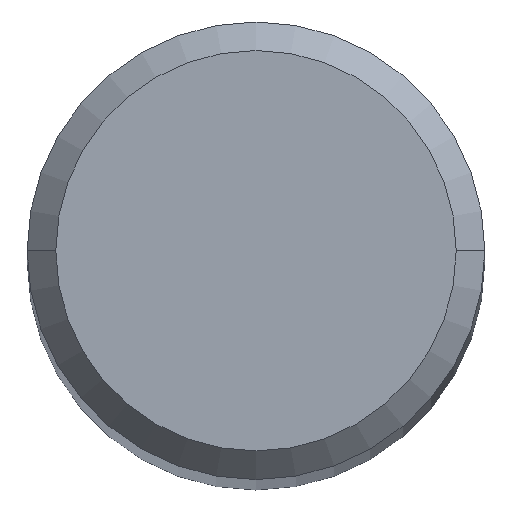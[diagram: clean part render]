
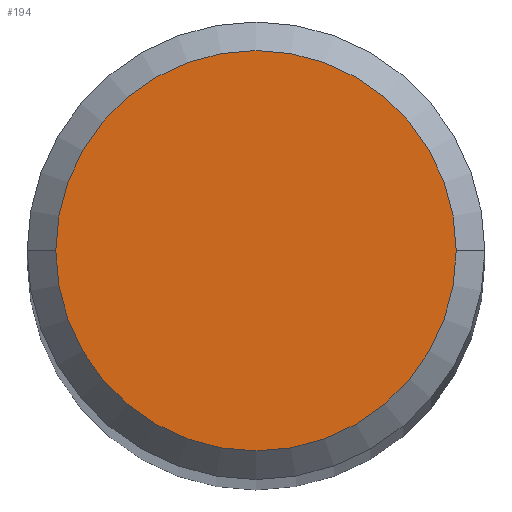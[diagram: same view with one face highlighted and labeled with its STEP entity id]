
A CAD part, top view. The second image highlights one B-rep face of the part: STEP entity #194.
In plain terms, the highlighted planar face has unit normal (0, 0, 1).
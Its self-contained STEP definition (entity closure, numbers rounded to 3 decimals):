
#4 = ORIENTED_EDGE ( 'NONE', *, *, #184, .T. ) ;
#6 = CARTESIAN_POINT ( 'NONE',  ( 0., 0., 210. ) ) ;
#8 = CARTESIAN_POINT ( 'NONE',  ( 7., 0., 210. ) ) ;
#19 = EDGE_LOOP ( 'NONE', ( #205, #4 ) ) ;
#21 = AXIS2_PLACEMENT_3D ( 'NONE', #105, #130, #128 ) ;
#30 = CIRCLE ( 'NONE', #21, 7. ) ;
#42 = FACE_OUTER_BOUND ( 'NONE', #19, .T. ) ;
#45 = CARTESIAN_POINT ( 'NONE',  ( 0., 0., 210. ) ) ;
#64 = PLANE ( 'NONE',  #218 ) ;
#89 = DIRECTION ( 'NONE',  ( 0., 0., 1. ) ) ;
#91 = CIRCLE ( 'NONE', #241, 7. ) ;
#105 = CARTESIAN_POINT ( 'NONE',  ( 0., 0., 210. ) ) ;
#118 = EDGE_CURVE ( 'NONE', #254, #166, #91, .T. ) ;
#126 = DIRECTION ( 'NONE',  ( 1., 0., 0. ) ) ;
#128 = DIRECTION ( 'NONE',  ( 1., 0., 0. ) ) ;
#130 = DIRECTION ( 'NONE',  ( 0., 0., 1. ) ) ;
#132 = DIRECTION ( 'NONE',  ( 1., 0., 0. ) ) ;
#152 = CARTESIAN_POINT ( 'NONE',  ( -7., 0., 210. ) ) ;
#166 = VERTEX_POINT ( 'NONE', #8 ) ;
#184 = EDGE_CURVE ( 'NONE', #166, #254, #30, .T. ) ;
#194 = ADVANCED_FACE ( 'NONE', ( #42 ), #64, .T. ) ;
#205 = ORIENTED_EDGE ( 'NONE', *, *, #118, .T. ) ;
#218 = AXIS2_PLACEMENT_3D ( 'NONE', #6, #89, #126 ) ;
#220 = DIRECTION ( 'NONE',  ( 0., 0., 1. ) ) ;
#241 = AXIS2_PLACEMENT_3D ( 'NONE', #45, #220, #132 ) ;
#254 = VERTEX_POINT ( 'NONE', #152 ) ;
